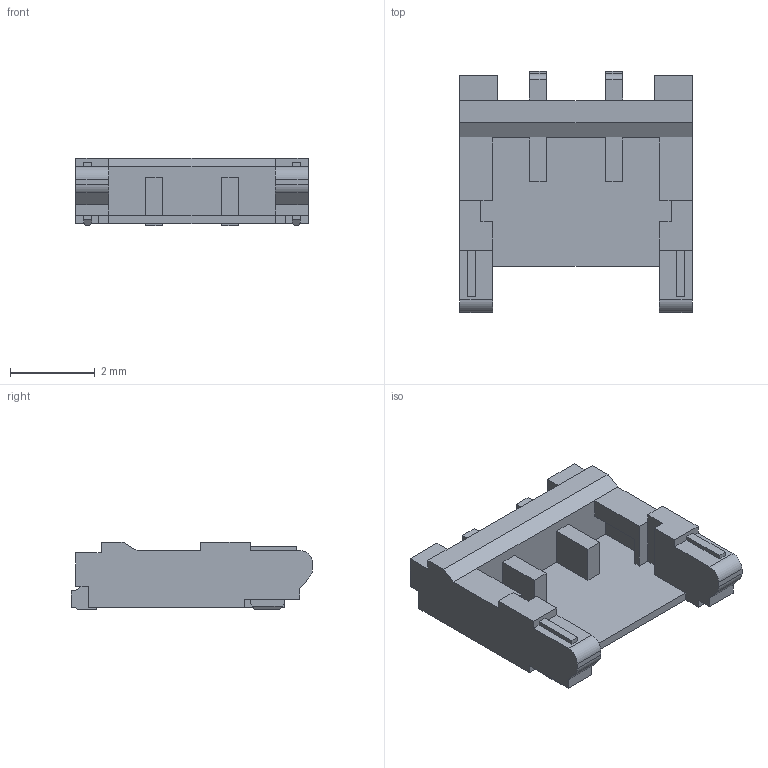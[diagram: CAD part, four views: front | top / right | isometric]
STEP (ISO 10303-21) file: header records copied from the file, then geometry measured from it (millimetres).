
FILE_DESCRIPTION(/* description */ (''),/* implementation_level */ '2;1');
FILE_NAME(/* name */ '2082940020wbm000_01_214.stp',/* time_stamp */ '2023-03-23T10:44:22+08:00',/* author */ (''),/* organization */ (''),/* preprocessor_version */ 'ST-DEVELOPER v16.7',/* originating_system */ 'SIEMENS PLM Software NX 1919',/* authorisation */ '');
FILE_SCHEMA (('AUTOMOTIVE_DESIGN { 1 0 10303 214 3 1 1 1 }'));
Length unit declared in the file: millimetre
Products named in the file (1): 2082940020wbm000_01
Bounding box: 5.5 x 5.7 x 1.6 mm (x, y, z)
Volume: 19.6 mm3; surface area: 103.8 mm2
Topology: 1 solids, 1 shells, 127 faces, 359 edges, 238 vertices
Faces by surface type: plane 117, cylinder 10
Entity records: 4065 total; most frequent: CARTESIAN_POINT 725, ORIENTED_EDGE 718, DIRECTION 635, EDGE_CURVE 359, LINE 339, VECTOR 339, VERTEX_POINT 238, AXIS2_PLACEMENT_3D 148
